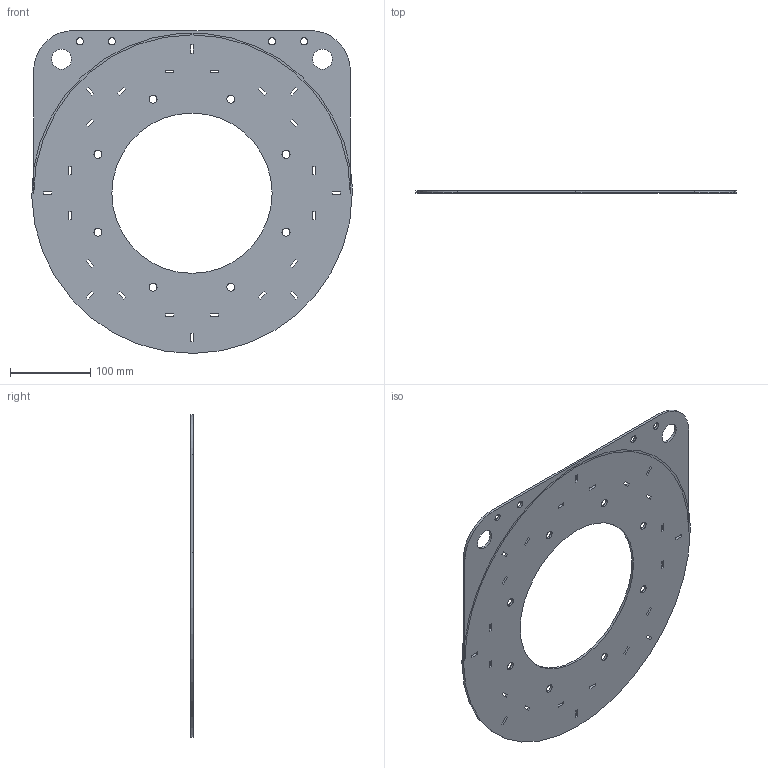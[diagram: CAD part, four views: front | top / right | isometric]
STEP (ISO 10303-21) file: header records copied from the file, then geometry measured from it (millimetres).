
FILE_DESCRIPTION(('FreeCAD Model'),'2;1');
FILE_NAME('Open CASCADE Shape Model','2024-07-17T22:50:34',(''),(''), 'Open CASCADE STEP processor 7.6','FreeCAD','Unknown');
FILE_SCHEMA(('AUTOMOTIVE_DESIGN { 1 0 10303 214 1 1 1 1 }'));
Length unit declared in the file: millimetre
Products named in the file (1): MotorMount_CtrlMnt
Bounding box: 399.97 x 3 x 402.99 mm (x, y, z)
Volume: 323840.9 mm3; surface area: 225471.9 mm2
Topology: 1 solids, 1 shells, 133 faces, 389 edges, 258 vertices
Faces by surface type: plane 114, cylinder 19
Full cylindrical faces by diameter (mm): 9 x4, 10 x8, 25 x2, 200 x1
Entity records: 4531 total; most frequent: CARTESIAN_POINT 781, ORIENTED_EDGE 778, DIRECTION 699, EDGE_CURVE 389, LINE 347, VECTOR 347, VERTEX_POINT 258, FACE_BOUND 211
